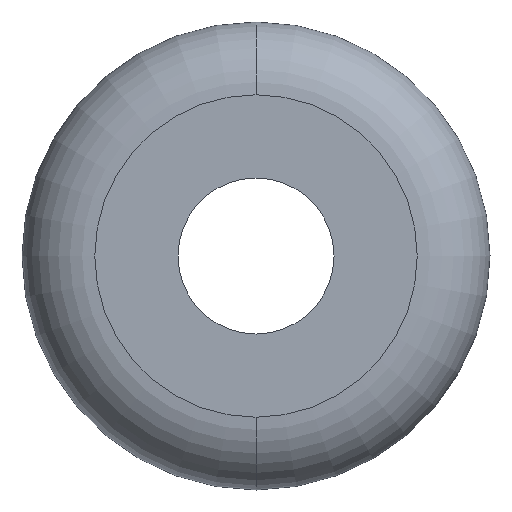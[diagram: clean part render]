
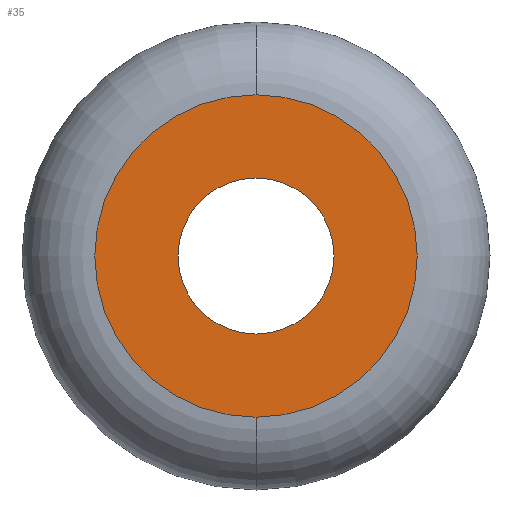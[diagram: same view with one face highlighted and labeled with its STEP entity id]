
A CAD part, front view. The second image highlights one B-rep face of the part: STEP entity #35.
In plain terms, the highlighted planar face has unit normal (0, -1, 0).
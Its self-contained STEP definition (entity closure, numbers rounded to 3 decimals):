
#18 = EDGE_CURVE ( 'NONE', #436, #433, #340, .T. ) ;
#25 = EDGE_LOOP ( 'NONE', ( #29, #36 ) ) ;
#26 = ORIENTED_EDGE ( 'NONE', *, *, #457, .T. ) ;
#28 = EDGE_CURVE ( 'NONE', #440, #444, #314, .T. ) ;
#29 = ORIENTED_EDGE ( 'NONE', *, *, #432, .F. ) ;
#31 = ORIENTED_EDGE ( 'NONE', *, *, #28, .T. ) ;
#35 = ADVANCED_FACE ( 'NONE', ( #315, #309 ), #308, .T. ) ;
#36 = ORIENTED_EDGE ( 'NONE', *, *, #18, .F. ) ;
#37 = EDGE_LOOP ( 'NONE', ( #31, #26 ) ) ;
#45 = CARTESIAN_POINT ( 'NONE',  ( 0., -4., 0. ) ) ;
#46 = AXIS2_PLACEMENT_3D ( 'NONE', #45, #60, #56 ) ;
#56 = DIRECTION ( 'NONE',  ( 0., 0., 1. ) ) ;
#60 = DIRECTION ( 'NONE',  ( 0., 1., 0. ) ) ;
#69 = DIRECTION ( 'NONE',  ( 0., 0., 1. ) ) ;
#70 = DIRECTION ( 'NONE',  ( 0., 1., 0. ) ) ;
#71 = AXIS2_PLACEMENT_3D ( 'NONE', #86, #70, #69 ) ;
#72 = CIRCLE ( 'NONE', #71, 6.2 ) ;
#77 = CARTESIAN_POINT ( 'NONE',  ( 0., -4., 6.2 ) ) ;
#86 = CARTESIAN_POINT ( 'NONE',  ( 0., -4., 0. ) ) ;
#91 = CARTESIAN_POINT ( 'NONE',  ( 0., -4., -6.2 ) ) ;
#92 = CARTESIAN_POINT ( 'NONE',  ( 0., -4., -3. ) ) ;
#102 = CARTESIAN_POINT ( 'NONE',  ( 0., -4., 3. ) ) ;
#123 = CIRCLE ( 'NONE', #46, 3. ) ;
#305 = DIRECTION ( 'NONE',  ( 0., -1., 0. ) ) ;
#306 = CARTESIAN_POINT ( 'NONE',  ( -3., -4., 0. ) ) ;
#307 = AXIS2_PLACEMENT_3D ( 'NONE', #306, #305, #393 ) ;
#308 = PLANE ( 'NONE',  #307 ) ;
#309 = FACE_OUTER_BOUND ( 'NONE', #25, .T. ) ;
#310 = DIRECTION ( 'NONE',  ( 0., 0., 1. ) ) ;
#311 = DIRECTION ( 'NONE',  ( 0., 1., 0. ) ) ;
#312 = CARTESIAN_POINT ( 'NONE',  ( 0., -4., 0. ) ) ;
#313 = AXIS2_PLACEMENT_3D ( 'NONE', #312, #311, #310 ) ;
#314 = CIRCLE ( 'NONE', #313, 3. ) ;
#315 = FACE_BOUND ( 'NONE', #37, .T. ) ;
#337 = DIRECTION ( 'NONE',  ( 0., 0., 1. ) ) ;
#338 = DIRECTION ( 'NONE',  ( 0., 1., 0. ) ) ;
#339 = AXIS2_PLACEMENT_3D ( 'NONE', #364, #338, #337 ) ;
#340 = CIRCLE ( 'NONE', #339, 6.2 ) ;
#364 = CARTESIAN_POINT ( 'NONE',  ( 0., -4., 0. ) ) ;
#393 = DIRECTION ( 'NONE',  ( 0., 0., -1. ) ) ;
#432 = EDGE_CURVE ( 'NONE', #433, #436, #72, .T. ) ;
#433 = VERTEX_POINT ( 'NONE', #77 ) ;
#436 = VERTEX_POINT ( 'NONE', #91 ) ;
#440 = VERTEX_POINT ( 'NONE', #102 ) ;
#444 = VERTEX_POINT ( 'NONE', #92 ) ;
#457 = EDGE_CURVE ( 'NONE', #444, #440, #123, .T. ) ;
